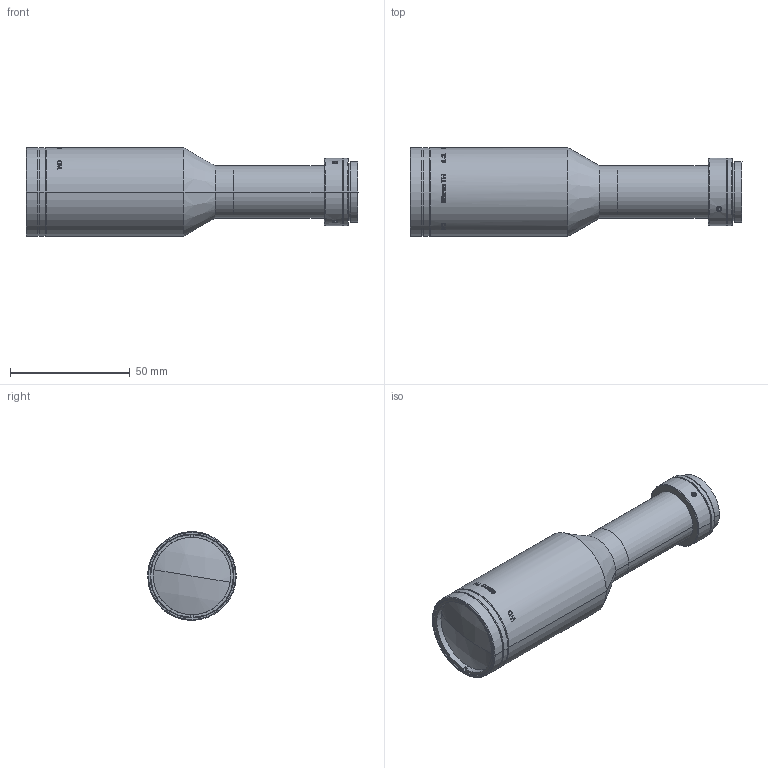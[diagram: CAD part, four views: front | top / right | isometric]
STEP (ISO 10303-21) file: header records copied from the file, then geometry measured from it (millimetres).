
FILE_DESCRIPTION (( 'STEP AP214' ), '1' );
FILE_NAME ('VA-LCM-TC-0-0.4X-WD65-015.STEP', '2022-10-14T11:04:32', ( '微软用户' ), ( '中国微软' ), 'SwSTEP 2.0', 'SolidWorks 2014', '' );
FILE_SCHEMA (( 'AUTOMOTIVE_DESIGN' ));
Length unit declared in the file: millimetre
Products named in the file (1): VA-LCM-TC-0-0.4X-WD65-015
Bounding box: 138.71 x 37 x 37 mm (x, y, z)
Surface area: 17893.2 mm2 (no closed solid volume)
Topology: 0 solids, 22 shells, 222 faces, 1126 edges, 903 vertices
Faces by surface type: cylinder 79, plane 68, bspline 55, cone 18, sphere 2
Entity records: 26690 total; most frequent: CARTESIAN_POINT 16685, ORIENTED_EDGE 1496, DIRECTION 1148, EDGE_CURVE 1126, VERTEX_POINT 903, B_SPLINE_CURVE_WITH_KNOTS 582, AXIS2_PLACEMENT_3D 436, EDGE_LOOP 280
